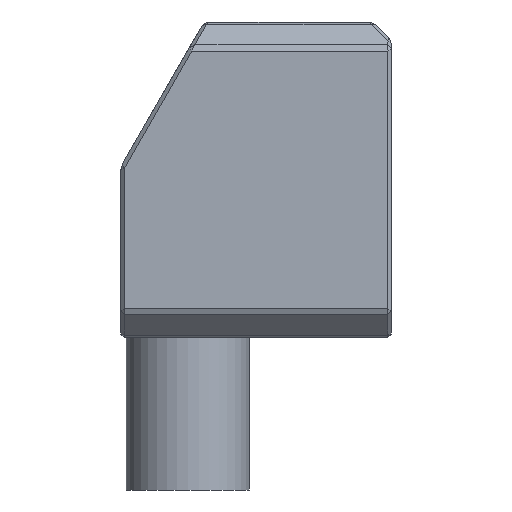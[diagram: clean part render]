
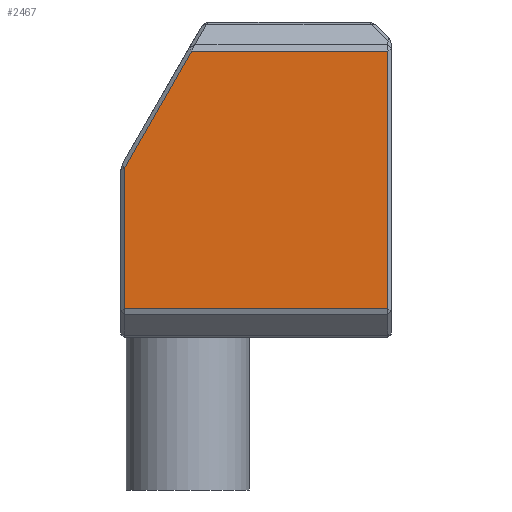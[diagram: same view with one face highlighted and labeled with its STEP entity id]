
A CAD part, front view. The second image highlights one B-rep face of the part: STEP entity #2467.
In plain terms, the highlighted planar face has unit normal (0, -1, 0).
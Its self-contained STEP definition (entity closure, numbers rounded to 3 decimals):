
#239=LINE('',#3863,#517);
#244=LINE('',#3870,#522);
#246=LINE('',#3873,#524);
#252=LINE('',#3882,#530);
#253=LINE('',#3884,#531);
#517=VECTOR('',#3105,37.221);
#522=VECTOR('',#3114,38.733);
#524=VECTOR('',#3118,54.046);
#530=VECTOR('',#3130,72.6);
#531=VECTOR('',#3133,71.);
#710=PLANE('',#2651);
#895=FACE_OUTER_BOUND('',#1062,.T.);
#1062=EDGE_LOOP('',(#2173,#2174,#2175,#2176,#2177));
#1295=VERTEX_POINT('',#3815);
#1297=VERTEX_POINT('',#3820);
#1302=VERTEX_POINT('',#3842);
#1307=VERTEX_POINT('',#3852);
#1308=VERTEX_POINT('',#3856);
#1569=EDGE_CURVE('',#1308,#1307,#239,.T.);
#1574=EDGE_CURVE('',#1302,#1308,#244,.T.);
#1576=EDGE_CURVE('',#1307,#1297,#246,.T.);
#1582=EDGE_CURVE('',#1295,#1302,#252,.T.);
#1583=EDGE_CURVE('',#1297,#1295,#253,.T.);
#2173=ORIENTED_EDGE('',*,*,#1569,.F.);
#2174=ORIENTED_EDGE('',*,*,#1574,.F.);
#2175=ORIENTED_EDGE('',*,*,#1582,.F.);
#2176=ORIENTED_EDGE('',*,*,#1583,.F.);
#2177=ORIENTED_EDGE('',*,*,#1576,.F.);
#2467=ADVANCED_FACE('',(#895),#710,.T.);
#2651=AXIS2_PLACEMENT_3D('',#3983,#3254,#3255);
#3105=DIRECTION('',(0.498,0.,0.867));
#3114=DIRECTION('',(0.,0.,1.));
#3118=DIRECTION('',(1.,0.,0.));
#3130=DIRECTION('',(-1.,0.,0.));
#3133=DIRECTION('',(0.,0.,-1.));
#3254=DIRECTION('center_axis',(0.,-1.,0.));
#3255=DIRECTION('ref_axis',(1.,0.,0.));
#3815=CARTESIAN_POINT('',(55.1,-97.,6.));
#3820=CARTESIAN_POINT('',(55.1,-97.,77.));
#3842=CARTESIAN_POINT('',(-17.5,-97.,6.));
#3852=CARTESIAN_POINT('',(1.054,-97.,77.));
#3856=CARTESIAN_POINT('',(-17.5,-97.,44.733));
#3863=CARTESIAN_POINT('',(-15.856,-97.,47.592));
#3870=CARTESIAN_POINT('',(-17.5,-97.,0.));
#3873=CARTESIAN_POINT('',(-9.175,-97.,77.));
#3882=CARTESIAN_POINT('',(-9.175,-97.,6.));
#3884=CARTESIAN_POINT('',(55.1,-97.,0.));
#3983=CARTESIAN_POINT('Origin',(-18.5,-97.,0.));
